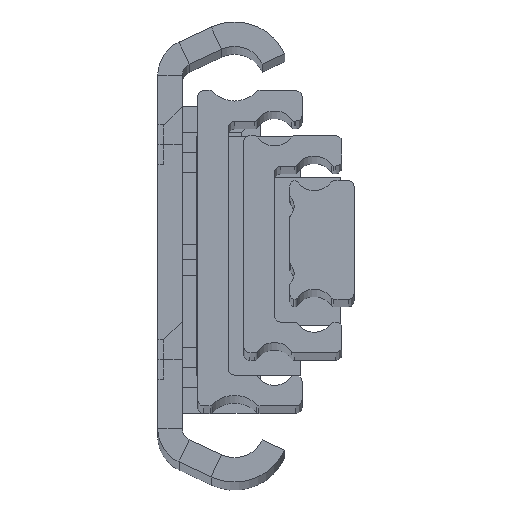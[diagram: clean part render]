
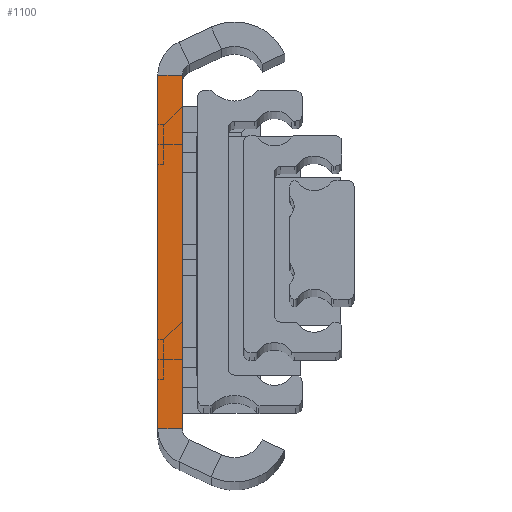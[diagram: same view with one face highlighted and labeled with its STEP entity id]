
A CAD part, top view. The second image highlights one B-rep face of the part: STEP entity #1100.
In plain terms, the highlighted planar face has unit normal (0, 0, 1).
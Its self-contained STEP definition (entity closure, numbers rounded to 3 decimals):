
#91 = PLANE ( 'NONE',  #6242 ) ;
#230 = VECTOR ( 'NONE', #1942, 1000. ) ;
#602 = CARTESIAN_POINT ( 'NONE',  ( 0., 28.779, 0. ) ) ;
#679 = ORIENTED_EDGE ( 'NONE', *, *, #3880, .T. ) ;
#702 = VECTOR ( 'NONE', #6503, 1000. ) ;
#918 = LINE ( 'NONE', #5556, #230 ) ;
#1100 = ADVANCED_FACE ( 'NONE', ( #4882 ), #91, .F. ) ;
#1172 = VERTEX_POINT ( 'NONE', #1829 ) ;
#1306 = VECTOR ( 'NONE', #3718, 1000. ) ;
#1349 = VECTOR ( 'NONE', #3606, 1000. ) ;
#1427 = CARTESIAN_POINT ( 'NONE',  ( 0., -28.779, 0. ) ) ;
#1673 = DIRECTION ( 'NONE',  ( 0., 0., -1. ) ) ;
#1829 = CARTESIAN_POINT ( 'NONE',  ( 4., 28.779, 0. ) ) ;
#1942 = DIRECTION ( 'NONE',  ( 0., -1., 0. ) ) ;
#2206 = EDGE_CURVE ( 'NONE', #1172, #2487, #918, .T. ) ;
#2487 = VERTEX_POINT ( 'NONE', #4510 ) ;
#3321 = DIRECTION ( 'NONE',  ( 0., -1., 0. ) ) ;
#3351 = VERTEX_POINT ( 'NONE', #5509 ) ;
#3606 = DIRECTION ( 'NONE',  ( -1., 0., 0. ) ) ;
#3718 = DIRECTION ( 'NONE',  ( 0., -1., 0. ) ) ;
#3880 = EDGE_CURVE ( 'NONE', #1172, #3351, #4353, .T. ) ;
#3961 = ORIENTED_EDGE ( 'NONE', *, *, #4624, .T. ) ;
#4119 = CARTESIAN_POINT ( 'NONE',  ( 0., -28.779, 0. ) ) ;
#4193 = LINE ( 'NONE', #5170, #1306 ) ;
#4353 = LINE ( 'NONE', #602, #702 ) ;
#4476 = EDGE_LOOP ( 'NONE', ( #6116, #6098, #679, #3961 ) ) ;
#4510 = CARTESIAN_POINT ( 'NONE',  ( 4., -28.779, 0. ) ) ;
#4624 = EDGE_CURVE ( 'NONE', #3351, #5116, #4193, .T. ) ;
#4882 = FACE_OUTER_BOUND ( 'NONE', #4476, .T. ) ;
#5116 = VERTEX_POINT ( 'NONE', #4119 ) ;
#5170 = CARTESIAN_POINT ( 'NONE',  ( 0., 28.779, 0. ) ) ;
#5509 = CARTESIAN_POINT ( 'NONE',  ( 0., 28.779, 0. ) ) ;
#5556 = CARTESIAN_POINT ( 'NONE',  ( 4., 28.779, 0. ) ) ;
#6098 = ORIENTED_EDGE ( 'NONE', *, *, #2206, .F. ) ;
#6116 = ORIENTED_EDGE ( 'NONE', *, *, #6755, .F. ) ;
#6207 = LINE ( 'NONE', #1427, #1349 ) ;
#6242 = AXIS2_PLACEMENT_3D ( 'NONE', #6605, #1673, #3321 ) ;
#6503 = DIRECTION ( 'NONE',  ( -1., 0., 0. ) ) ;
#6605 = CARTESIAN_POINT ( 'NONE',  ( 0., 28.779, 0. ) ) ;
#6755 = EDGE_CURVE ( 'NONE', #2487, #5116, #6207, .T. ) ;
